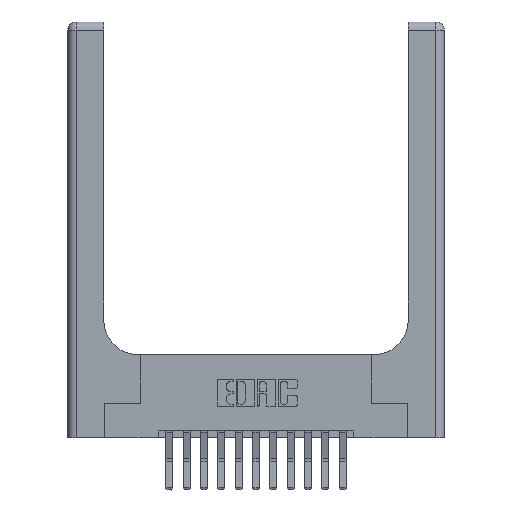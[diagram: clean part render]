
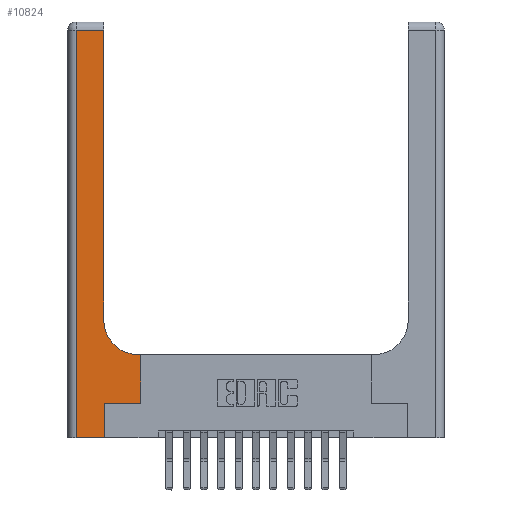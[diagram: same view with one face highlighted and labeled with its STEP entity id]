
A CAD part, top view. The second image highlights one B-rep face of the part: STEP entity #10824.
In plain terms, the highlighted planar face has unit normal (0, 0, 1).
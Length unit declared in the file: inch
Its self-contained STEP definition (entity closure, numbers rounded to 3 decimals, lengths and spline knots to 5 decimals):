
#45 = ORIENTED_EDGE ( 'NONE', *, *, #11604, .T. ) ;
#60 = PLANE ( 'NONE',  #16212 ) ;
#471 = EDGE_CURVE ( 'NONE', #13905, #5019, #7486, .T. ) ;
#951 = ORIENTED_EDGE ( 'NONE', *, *, #12970, .T. ) ;
#1026 = VERTEX_POINT ( 'NONE', #11802 ) ;
#1187 = DIRECTION ( 'NONE',  ( 1., 0., 0. ) ) ;
#1234 = ORIENTED_EDGE ( 'NONE', *, *, #1800, .T. ) ;
#1573 = VECTOR ( 'NONE', #11614, 39.37008 ) ;
#1600 = CARTESIAN_POINT ( 'NONE',  ( 0., 0., 0.37 ) ) ;
#1703 = VECTOR ( 'NONE', #13332, 39.37008 ) ;
#1800 = EDGE_CURVE ( 'NONE', #1026, #13600, #13493, .T. ) ;
#2468 = ORIENTED_EDGE ( 'NONE', *, *, #7868, .T. ) ;
#2931 = CARTESIAN_POINT ( 'NONE',  ( 0.528, 0.6, 0.37 ) ) ;
#3177 = VERTEX_POINT ( 'NONE', #5875 ) ;
#3214 = VECTOR ( 'NONE', #15027, 39.37008 ) ;
#3647 = CARTESIAN_POINT ( 'NONE',  ( 0.265, 0.25, 0.37 ) ) ;
#3726 = AXIS2_PLACEMENT_3D ( 'NONE', #6229, #3927, #1187 ) ;
#3756 = DIRECTION ( 'NONE',  ( -1., 0., 0. ) ) ;
#3788 = LINE ( 'NONE', #4325, #10192 ) ;
#3927 = DIRECTION ( 'NONE',  ( 0., 0., -1. ) ) ;
#4325 = CARTESIAN_POINT ( 'NONE',  ( 0.528, 0.25, 0.37 ) ) ;
#4852 = CARTESIAN_POINT ( 'NONE',  ( 0.06, 0., 0.37 ) ) ;
#4944 = EDGE_LOOP ( 'NONE', ( #13139, #1234, #2468, #10366, #45, #10898, #15612, #951, #5675 ) ) ;
#4969 = DIRECTION ( 'NONE',  ( 0., 0., -1. ) ) ;
#5019 = VERTEX_POINT ( 'NONE', #12950 ) ;
#5204 = CARTESIAN_POINT ( 'NONE',  ( 0.51, 0.6, 0.37 ) ) ;
#5308 = LINE ( 'NONE', #11911, #15188 ) ;
#5484 = VECTOR ( 'NONE', #6079, 39.37008 ) ;
#5497 = VERTEX_POINT ( 'NONE', #9040 ) ;
#5640 = DIRECTION ( 'NONE',  ( 0., 1., 0. ) ) ;
#5675 = ORIENTED_EDGE ( 'NONE', *, *, #471, .T. ) ;
#5875 = CARTESIAN_POINT ( 'NONE',  ( 0.265, 0.25, 0.37 ) ) ;
#6079 = DIRECTION ( 'NONE',  ( 1., 0., 0. ) ) ;
#6183 = CARTESIAN_POINT ( 'NONE',  ( 0.26, 3., 0.37 ) ) ;
#6229 = CARTESIAN_POINT ( 'NONE',  ( 0.51, 0.85, 0.37 ) ) ;
#6586 = EDGE_CURVE ( 'NONE', #9629, #8381, #8710, .T. ) ;
#7486 = CIRCLE ( 'NONE', #3726, 0.25 ) ;
#7868 = EDGE_CURVE ( 'NONE', #13600, #9629, #8485, .T. ) ;
#8147 = CARTESIAN_POINT ( 'NONE',  ( 0.06, 2.94, 0.37 ) ) ;
#8381 = VERTEX_POINT ( 'NONE', #13263 ) ;
#8485 = LINE ( 'NONE', #9844, #14955 ) ;
#8510 = LINE ( 'NONE', #3647, #5484 ) ;
#8578 = DIRECTION ( 'NONE',  ( 0., 1., 0. ) ) ;
#8648 = CARTESIAN_POINT ( 'NONE',  ( 0., 2.94, 0.37 ) ) ;
#8710 = LINE ( 'NONE', #1600, #1703 ) ;
#9040 = CARTESIAN_POINT ( 'NONE',  ( 0.528, 0.25, 0.37 ) ) ;
#9629 = VERTEX_POINT ( 'NONE', #4852 ) ;
#9844 = CARTESIAN_POINT ( 'NONE',  ( 0.06, 3., 0.37 ) ) ;
#10118 = VECTOR ( 'NONE', #8578, 39.37008 ) ;
#10192 = VECTOR ( 'NONE', #5640, 39.37008 ) ;
#10277 = CARTESIAN_POINT ( 'NONE',  ( 0.265, 0., 0.37 ) ) ;
#10366 = ORIENTED_EDGE ( 'NONE', *, *, #6586, .T. ) ;
#10390 = EDGE_CURVE ( 'NONE', #5497, #14432, #3788, .T. ) ;
#10624 = DIRECTION ( 'NONE',  ( -1., 0., 0. ) ) ;
#10824 = ADVANCED_FACE ( 'NONE', ( #16446 ), #60, .F. ) ;
#10898 = ORIENTED_EDGE ( 'NONE', *, *, #13754, .T. ) ;
#11525 = CARTESIAN_POINT ( 'NONE',  ( 0., 3., 0.37 ) ) ;
#11604 = EDGE_CURVE ( 'NONE', #8381, #3177, #13844, .T. ) ;
#11614 = DIRECTION ( 'NONE',  ( 0., 1., 0. ) ) ;
#11802 = CARTESIAN_POINT ( 'NONE',  ( 0.26, 2.94, 0.37 ) ) ;
#11911 = CARTESIAN_POINT ( 'NONE',  ( 0.26, 0.6, 0.37 ) ) ;
#12950 = CARTESIAN_POINT ( 'NONE',  ( 0.26, 0.85, 0.37 ) ) ;
#12970 = EDGE_CURVE ( 'NONE', #14432, #13905, #5308, .T. ) ;
#13139 = ORIENTED_EDGE ( 'NONE', *, *, #13744, .T. ) ;
#13263 = CARTESIAN_POINT ( 'NONE',  ( 0.265, 0., 0.37 ) ) ;
#13332 = DIRECTION ( 'NONE',  ( 1., 0., 0. ) ) ;
#13493 = LINE ( 'NONE', #8648, #3214 ) ;
#13600 = VERTEX_POINT ( 'NONE', #8147 ) ;
#13744 = EDGE_CURVE ( 'NONE', #5019, #1026, #14373, .T. ) ;
#13754 = EDGE_CURVE ( 'NONE', #3177, #5497, #8510, .T. ) ;
#13844 = LINE ( 'NONE', #10277, #1573 ) ;
#13860 = DIRECTION ( 'NONE',  ( 0., -1., 0. ) ) ;
#13905 = VERTEX_POINT ( 'NONE', #5204 ) ;
#14373 = LINE ( 'NONE', #6183, #10118 ) ;
#14432 = VERTEX_POINT ( 'NONE', #2931 ) ;
#14955 = VECTOR ( 'NONE', #13860, 39.37008 ) ;
#15027 = DIRECTION ( 'NONE',  ( -1., 0., 0. ) ) ;
#15188 = VECTOR ( 'NONE', #10624, 39.37008 ) ;
#15612 = ORIENTED_EDGE ( 'NONE', *, *, #10390, .T. ) ;
#16212 = AXIS2_PLACEMENT_3D ( 'NONE', #11525, #4969, #3756 ) ;
#16446 = FACE_OUTER_BOUND ( 'NONE', #4944, .T. ) ;
